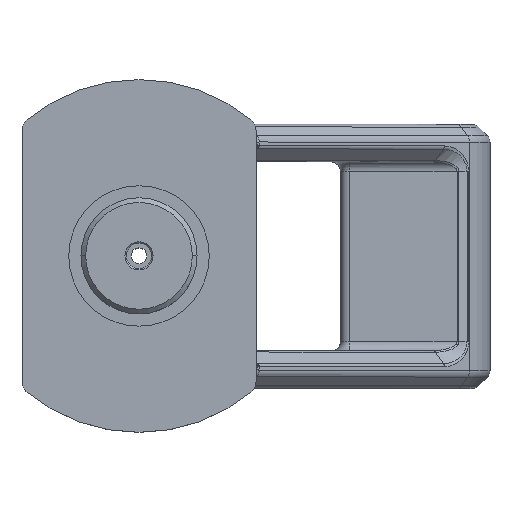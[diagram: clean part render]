
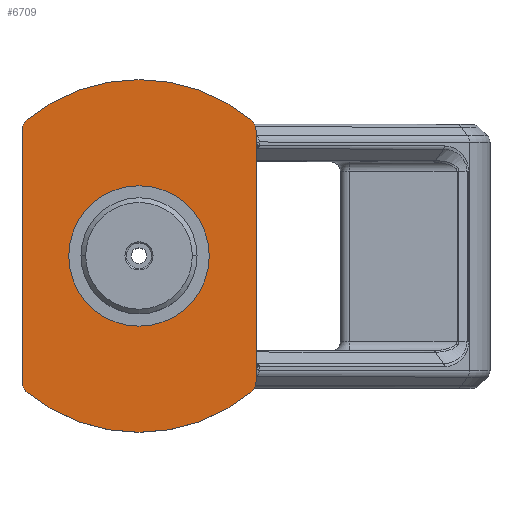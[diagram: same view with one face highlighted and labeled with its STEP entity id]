
A CAD part, top view. The second image highlights one B-rep face of the part: STEP entity #6709.
In plain terms, the highlighted planar face has unit normal (0, 0, 1).
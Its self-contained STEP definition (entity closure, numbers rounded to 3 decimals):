
#274 = DIRECTION ( 'NONE',  ( 0., 0., 1. ) ) ;
#818 = ORIENTED_EDGE ( 'NONE', *, *, #4789, .T. ) ;
#863 = EDGE_LOOP ( 'NONE', ( #925, #14207, #9147, #7700, #8825, #11436, #11264, #818 ) ) ;
#925 = ORIENTED_EDGE ( 'NONE', *, *, #4342, .T. ) ;
#933 = DIRECTION ( 'NONE',  ( 1., 0., 0. ) ) ;
#1090 = CARTESIAN_POINT ( 'NONE',  ( -22., 26.816, 8. ) ) ;
#1160 = DIRECTION ( 'NONE',  ( 0., 0., 1. ) ) ;
#1726 = DIRECTION ( 'NONE',  ( 1., 0., 0. ) ) ;
#2163 = DIRECTION ( 'NONE',  ( 1., 0., 0. ) ) ;
#2297 = VERTEX_POINT ( 'NONE', #10326 ) ;
#2510 = AXIS2_PLACEMENT_3D ( 'NONE', #10071, #8816, #3998 ) ;
#2544 = AXIS2_PLACEMENT_3D ( 'NONE', #8900, #12785, #15062 ) ;
#2771 = DIRECTION ( 'NONE',  ( 1., 0., 0. ) ) ;
#2970 = VECTOR ( 'NONE', #11418, 1000. ) ;
#3585 = VERTEX_POINT ( 'NONE', #3603 ) ;
#3603 = CARTESIAN_POINT ( 'NONE',  ( 25., -26.816, 8. ) ) ;
#3673 = EDGE_CURVE ( 'NONE', #10399, #12382, #7701, .T. ) ;
#3998 = DIRECTION ( 'NONE',  ( 1., 0., 0. ) ) ;
#4131 = AXIS2_PLACEMENT_3D ( 'NONE', #5573, #12556, #2163 ) ;
#4290 = CARTESIAN_POINT ( 'NONE',  ( 23.903, 29.136, 8. ) ) ;
#4320 = EDGE_CURVE ( 'NONE', #4719, #5535, #9208, .T. ) ;
#4342 = EDGE_CURVE ( 'NONE', #3585, #4844, #8671, .T. ) ;
#4689 = DIRECTION ( 'NONE',  ( 0., 0., 1. ) ) ;
#4719 = VERTEX_POINT ( 'NONE', #4290 ) ;
#4789 = EDGE_CURVE ( 'NONE', #2297, #3585, #11943, .T. ) ;
#4844 = VERTEX_POINT ( 'NONE', #8862 ) ;
#5234 = AXIS2_PLACEMENT_3D ( 'NONE', #13314, #4689, #8492 ) ;
#5535 = VERTEX_POINT ( 'NONE', #14439 ) ;
#5573 = CARTESIAN_POINT ( 'NONE',  ( 0., 0., 8. ) ) ;
#6121 = EDGE_LOOP ( 'NONE', ( #9058, #7846 ) ) ;
#6709 = ADVANCED_FACE ( 'NONE', ( #11015, #14611 ), #7664, .T. ) ;
#6923 = EDGE_CURVE ( 'NONE', #4844, #4719, #7015, .T. ) ;
#7015 = CIRCLE ( 'NONE', #2544, 3. ) ;
#7407 = VERTEX_POINT ( 'NONE', #9953 ) ;
#7426 = CARTESIAN_POINT ( 'NONE',  ( -25., 28.2, 8. ) ) ;
#7604 = CARTESIAN_POINT ( 'NONE',  ( -25., -26.816, 8. ) ) ;
#7664 = PLANE ( 'NONE',  #11843 ) ;
#7700 = ORIENTED_EDGE ( 'NONE', *, *, #11224, .T. ) ;
#7701 = LINE ( 'NONE', #7426, #2970 ) ;
#7846 = ORIENTED_EDGE ( 'NONE', *, *, #10111, .F. ) ;
#7860 = CARTESIAN_POINT ( 'NONE',  ( -22., -26.816, 8. ) ) ;
#8026 = VERTEX_POINT ( 'NONE', #9566 ) ;
#8116 = AXIS2_PLACEMENT_3D ( 'NONE', #1090, #9414, #933 ) ;
#8166 = CARTESIAN_POINT ( 'NONE',  ( 0., 0., 8. ) ) ;
#8492 = DIRECTION ( 'NONE',  ( 1., 0., 0. ) ) ;
#8671 = LINE ( 'NONE', #13418, #13178 ) ;
#8816 = DIRECTION ( 'NONE',  ( 0., 0., 1. ) ) ;
#8825 = ORIENTED_EDGE ( 'NONE', *, *, #3673, .T. ) ;
#8862 = CARTESIAN_POINT ( 'NONE',  ( 25., 26.816, 8. ) ) ;
#8897 = DIRECTION ( 'NONE',  ( 0., 1., 0. ) ) ;
#8900 = CARTESIAN_POINT ( 'NONE',  ( 22., 26.816, 8. ) ) ;
#8946 = DIRECTION ( 'NONE',  ( 0., 0., 1. ) ) ;
#9058 = ORIENTED_EDGE ( 'NONE', *, *, #14522, .F. ) ;
#9147 = ORIENTED_EDGE ( 'NONE', *, *, #4320, .T. ) ;
#9208 = CIRCLE ( 'NONE', #2510, 37.686 ) ;
#9414 = DIRECTION ( 'NONE',  ( 0., 0., 1. ) ) ;
#9566 = CARTESIAN_POINT ( 'NONE',  ( 15., 0., 8. ) ) ;
#9845 = CARTESIAN_POINT ( 'NONE',  ( -25., 26.816, 8. ) ) ;
#9863 = VERTEX_POINT ( 'NONE', #15362 ) ;
#9953 = CARTESIAN_POINT ( 'NONE',  ( -23.903, -29.136, 8. ) ) ;
#10071 = CARTESIAN_POINT ( 'NONE',  ( 0., 0., 8. ) ) ;
#10111 = EDGE_CURVE ( 'NONE', #8026, #9863, #14358, .T. ) ;
#10326 = CARTESIAN_POINT ( 'NONE',  ( 23.903, -29.136, 8. ) ) ;
#10399 = VERTEX_POINT ( 'NONE', #9845 ) ;
#10636 = AXIS2_PLACEMENT_3D ( 'NONE', #13904, #12273, #12724 ) ;
#10934 = AXIS2_PLACEMENT_3D ( 'NONE', #8166, #1160, #13045 ) ;
#11015 = FACE_BOUND ( 'NONE', #6121, .T. ) ;
#11075 = CIRCLE ( 'NONE', #8116, 3. ) ;
#11171 = CIRCLE ( 'NONE', #10934, 15. ) ;
#11224 = EDGE_CURVE ( 'NONE', #5535, #10399, #11075, .T. ) ;
#11264 = ORIENTED_EDGE ( 'NONE', *, *, #11657, .T. ) ;
#11418 = DIRECTION ( 'NONE',  ( 0., -1., 0. ) ) ;
#11436 = ORIENTED_EDGE ( 'NONE', *, *, #13171, .T. ) ;
#11657 = EDGE_CURVE ( 'NONE', #7407, #2297, #12830, .T. ) ;
#11843 = AXIS2_PLACEMENT_3D ( 'NONE', #13422, #274, #2771 ) ;
#11943 = CIRCLE ( 'NONE', #5234, 3. ) ;
#12273 = DIRECTION ( 'NONE',  ( 0., 0., 1. ) ) ;
#12382 = VERTEX_POINT ( 'NONE', #7604 ) ;
#12556 = DIRECTION ( 'NONE',  ( 0., 0., 1. ) ) ;
#12724 = DIRECTION ( 'NONE',  ( 1., 0., 0. ) ) ;
#12785 = DIRECTION ( 'NONE',  ( 0., 0., 1. ) ) ;
#12830 = CIRCLE ( 'NONE', #4131, 37.686 ) ;
#13045 = DIRECTION ( 'NONE',  ( 1., 0., 0. ) ) ;
#13171 = EDGE_CURVE ( 'NONE', #12382, #7407, #13419, .T. ) ;
#13178 = VECTOR ( 'NONE', #8897, 1000. ) ;
#13314 = CARTESIAN_POINT ( 'NONE',  ( 22., -26.816, 8. ) ) ;
#13418 = CARTESIAN_POINT ( 'NONE',  ( 25., -28.2, 8. ) ) ;
#13419 = CIRCLE ( 'NONE', #15187, 3. ) ;
#13422 = CARTESIAN_POINT ( 'NONE',  ( 0., 0., 8. ) ) ;
#13904 = CARTESIAN_POINT ( 'NONE',  ( 0., 0., 8. ) ) ;
#14207 = ORIENTED_EDGE ( 'NONE', *, *, #6923, .T. ) ;
#14358 = CIRCLE ( 'NONE', #10636, 15. ) ;
#14439 = CARTESIAN_POINT ( 'NONE',  ( -23.903, 29.136, 8. ) ) ;
#14522 = EDGE_CURVE ( 'NONE', #9863, #8026, #11171, .T. ) ;
#14611 = FACE_OUTER_BOUND ( 'NONE', #863, .T. ) ;
#15062 = DIRECTION ( 'NONE',  ( 1., 0., 0. ) ) ;
#15187 = AXIS2_PLACEMENT_3D ( 'NONE', #7860, #8946, #1726 ) ;
#15362 = CARTESIAN_POINT ( 'NONE',  ( -15., 0., 8. ) ) ;
